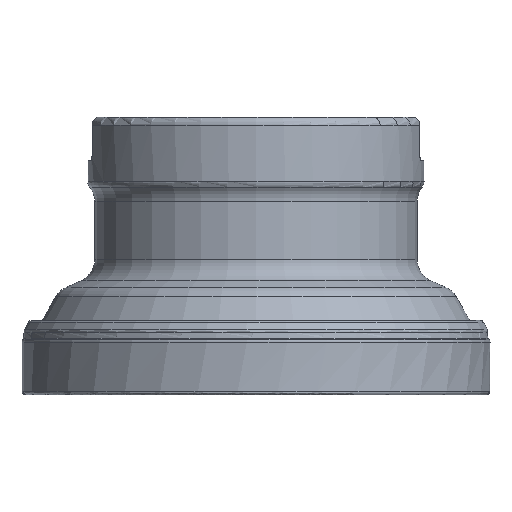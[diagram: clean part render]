
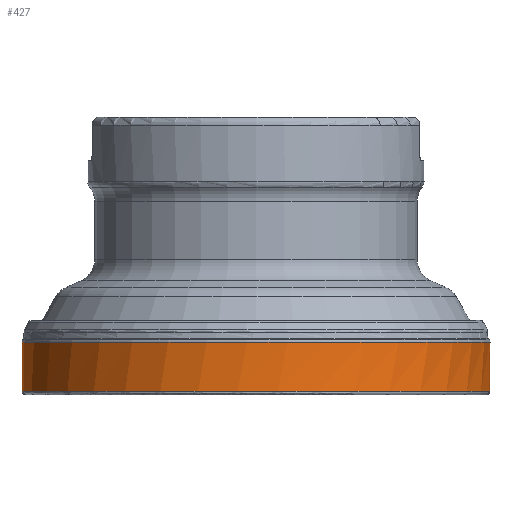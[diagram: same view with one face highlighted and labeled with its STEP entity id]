
A CAD part, front view. The second image highlights one B-rep face of the part: STEP entity #427.
In plain terms, the highlighted face is a revolution surface.
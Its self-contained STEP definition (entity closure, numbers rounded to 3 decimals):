
#124=SURFACE_OF_REVOLUTION('',#1166,#145);
#145=AXIS1_PLACEMENT('',#2424,#1553);
#265=FACE_BOUND('',#585,.T.);
#266=FACE_BOUND('',#586,.T.);
#354=CIRCLE('',#1284,50.8);
#355=CIRCLE('',#1285,50.8);
#427=ADVANCED_FACE('',(#265,#266),#124,.F.);
#585=EDGE_LOOP('',(#875));
#586=EDGE_LOOP('',(#876));
#875=ORIENTED_EDGE('',*,*,#1098,.T.);
#876=ORIENTED_EDGE('',*,*,#1099,.F.);
#980=VERTEX_POINT('',#2395);
#981=VERTEX_POINT('',#2409);
#1098=EDGE_CURVE('',#980,#980,#354,.T.);
#1099=EDGE_CURVE('',#981,#981,#355,.T.);
#1166=B_SPLINE_CURVE_WITH_KNOTS('',3,(#2410,#2411,#2412,#2413,#2414,#2415,
#2416,#2417,#2418,#2419,#2420,#2421,#2422,#2423),.UNSPECIFIED.,.F.,.F.,
(4,1,1,1,1,1,1,1,1,1,1,4),(0.,0.228,0.369,0.509,
0.65,0.72,0.756,0.791,
0.861,0.931,0.967,1.),.UNSPECIFIED.);
#1284=AXIS2_PLACEMENT_3D('',#2394,#1548,#1549);
#1285=AXIS2_PLACEMENT_3D('',#2408,#1551,#1552);
#1548=DIRECTION('',(0.,0.,1.));
#1549=DIRECTION('',(1.,0.,0.));
#1551=DIRECTION('',(0.,0.,1.));
#1552=DIRECTION('',(1.,0.,0.));
#1553=DIRECTION('',(0.,0.,1.));
#2394=CARTESIAN_POINT('',(0.,0.,0.762));
#2395=CARTESIAN_POINT('',(50.8,0.,0.762));
#2408=CARTESIAN_POINT('',(0.,0.,11.411));
#2409=CARTESIAN_POINT('',(50.8,0.,11.411));
#2410=CARTESIAN_POINT('',(50.73,-2.658,11.411));
#2411=CARTESIAN_POINT('',(50.74,-2.874,10.605));
#2412=CARTESIAN_POINT('',(50.745,-3.223,9.301));
#2413=CARTESIAN_POINT('',(50.728,-3.706,7.5));
#2414=CARTESIAN_POINT('',(50.701,-4.105,6.008));
#2415=CARTESIAN_POINT('',(50.668,-4.438,4.765));
#2416=CARTESIAN_POINT('',(50.64,-4.672,3.895));
#2417=CARTESIAN_POINT('',(50.622,-4.804,3.397));
#2418=CARTESIAN_POINT('',(50.604,-4.926,2.897));
#2419=CARTESIAN_POINT('',(50.581,-5.06,2.268));
#2420=CARTESIAN_POINT('',(50.557,-5.17,1.634));
#2421=CARTESIAN_POINT('',(50.538,-5.241,1.131));
#2422=CARTESIAN_POINT('',(50.528,-5.276,0.883));
#2423=CARTESIAN_POINT('',(50.524,-5.293,0.762));
#2424=CARTESIAN_POINT('',(0.,0.,0.));
